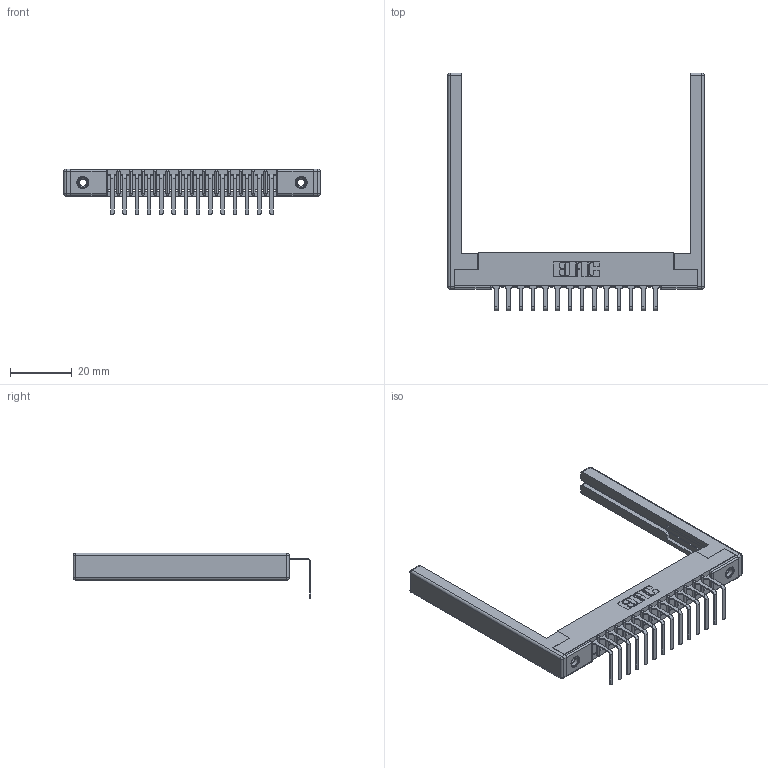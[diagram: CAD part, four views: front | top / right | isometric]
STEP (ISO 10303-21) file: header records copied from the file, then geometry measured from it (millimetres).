
FILE_DESCRIPTION (( 'STEP AP203' ), '1' );
FILE_NAME ('307-014-558-168.STEP', '2019-09-04T12:39:46', ( '' ), ( '' ), 'SwSTEP 2.0', 'SolidWorks 2016', '' );
FILE_SCHEMA (( 'CONFIG_CONTROL_DESIGN' ));
Length unit declared in the file: inch
Products named in the file (5): 345-250-001_345-250-001-102; 307-290-001_558 - 2 (Single); 307-220-068; 307-014-558-168; 307 Part_.156 Dia Mounting Holes
Assembly tree (19 placements, depth 2):
  307-014-558-168
    307 Part_.156 Dia Mounting Holes
    307-290-001_558 - 2 (Single)  x14
    307-220-068  x2
    345-250-001_345-250-001-102  x2
Bounding box: 82.91 x 76.92 x 14.81 mm (x, y, z)
Volume: 9889.3 mm3; surface area: 12455 mm2
Topology: 19 solids, 19 shells, 1127 faces, 3149 edges, 2018 vertices
Faces by surface type: plane 704, cylinder 369, sphere 38, cone 12, torus 4
Entity records: 18317 total; most frequent: CARTESIAN_POINT 3041, ORIENTED_EDGE 3016, DIRECTION 2992, EDGE_CURVE 1508, LINE 1142, VECTOR 1142, VERTEX_POINT 974, AXIS2_PLACEMENT_3D 925
